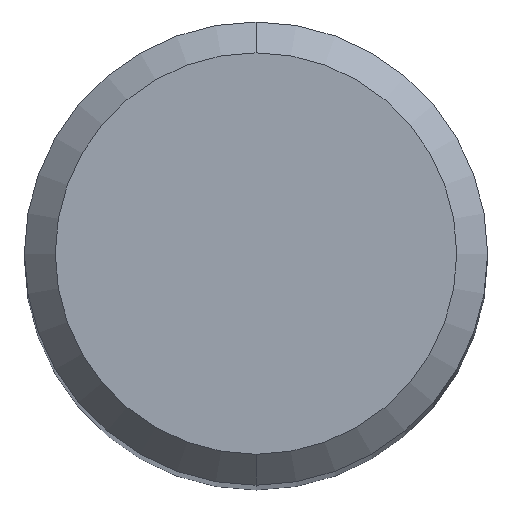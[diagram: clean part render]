
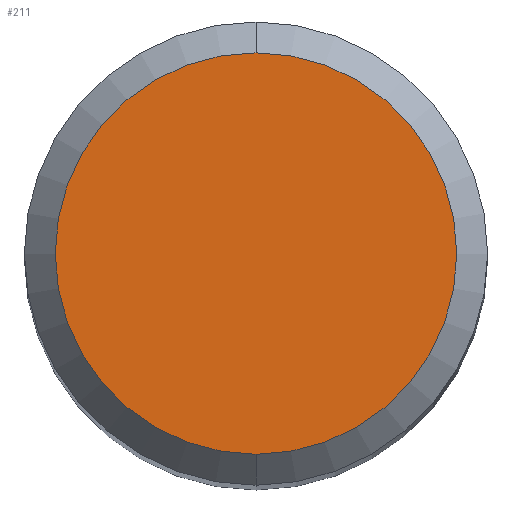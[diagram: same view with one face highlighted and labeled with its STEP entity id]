
A CAD part, top view. The second image highlights one B-rep face of the part: STEP entity #211.
In plain terms, the highlighted planar face has unit normal (0, 0, 1).
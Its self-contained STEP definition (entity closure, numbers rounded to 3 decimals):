
#105=VERTEX_POINT('',#259);
#119=EDGE_CURVE('',#141,#105,#275,.T.);
#141=VERTEX_POINT('',#300);
#145=EDGE_CURVE('',#105,#141,#304,.T.);
#211=ADVANCED_FACE('',(#377),#378,.T.);
#259=CARTESIAN_POINT('',(0.,-2.6,0.0));
#275=CIRCLE('',#440,2.6);
#300=CARTESIAN_POINT('',(0.0,2.6,0.0));
#304=CIRCLE('',#478,2.6);
#377=FACE_OUTER_BOUND('',#572,.T.);
#378=PLANE('',#573);
#440=AXIS2_PLACEMENT_3D('',#645,#646,#647);
#478=AXIS2_PLACEMENT_3D('',#681,#682,#683);
#572=EDGE_LOOP('',(#770,#771));
#573=AXIS2_PLACEMENT_3D('',#772,#773,#774);
#645=CARTESIAN_POINT('',(0.0,0.0,0.0));
#646=DIRECTION('',(0.0,0.0,-1.0));
#647=DIRECTION('',(0.0,1.0,0.0));
#681=CARTESIAN_POINT('',(0.0,0.0,0.0));
#682=DIRECTION('',(0.0,0.0,-1.0));
#683=DIRECTION('',(0.0,1.0,0.0));
#770=ORIENTED_EDGE('',*,*,#119,.F.);
#771=ORIENTED_EDGE('',*,*,#145,.F.);
#772=CARTESIAN_POINT('',(0.0,1.3,0.0));
#773=DIRECTION('',(-0.0,0.0,1.0));
#774=DIRECTION('',(0.0,-1.0,0.0));
